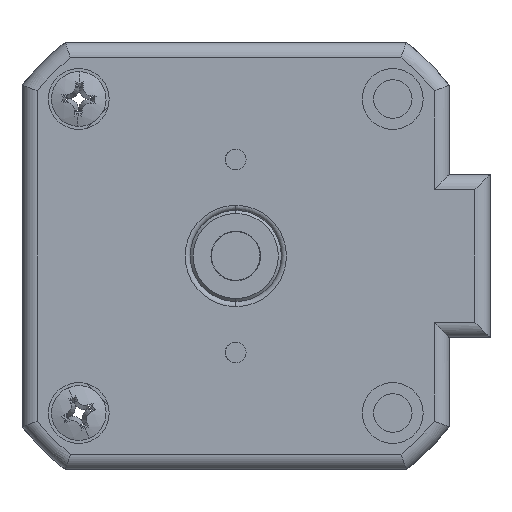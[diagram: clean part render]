
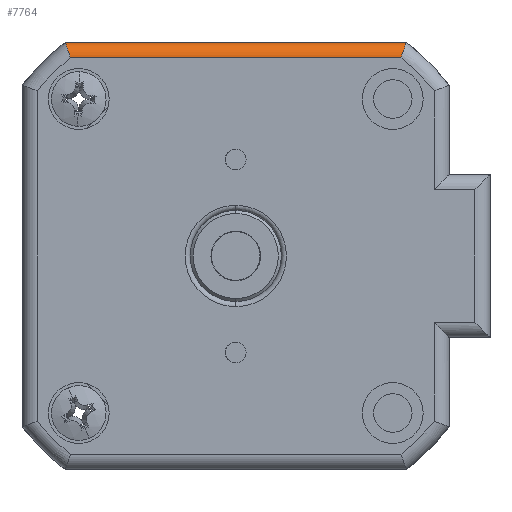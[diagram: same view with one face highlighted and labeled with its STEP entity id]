
A CAD part, front view. The second image highlights one B-rep face of the part: STEP entity #7764.
In plain terms, the highlighted cylindrical face has radius 1.5 mm (diameter 3 mm), a partial arc.
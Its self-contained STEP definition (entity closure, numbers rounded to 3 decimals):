
#140 = VERTEX_POINT ( 'NONE', #3176 ) ;
#1219 = CARTESIAN_POINT ( 'NONE',  ( -21.551, -24.41, 37.728 ) ) ;
#1246 = CARTESIAN_POINT ( 'NONE',  ( 12.109, -24.704, 37.657 ) ) ;
#1413 = VERTEX_POINT ( 'NONE', #8088 ) ;
#1424 = EDGE_LOOP ( 'NONE', ( #6350, #1810, #5000, #8023 ) ) ;
#1510 = DIRECTION ( 'NONE',  ( 1., 0., 0. ) ) ;
#1625 = DIRECTION ( 'NONE',  ( 1., 0., 0. ) ) ;
#1810 = ORIENTED_EDGE ( 'NONE', *, *, #4415, .F. ) ;
#1920 = CARTESIAN_POINT ( 'NONE',  ( -21.09, -25.707, 36.428 ) ) ;
#1990 = VERTEX_POINT ( 'NONE', #2249 ) ;
#2076 = CARTESIAN_POINT ( 'NONE',  ( 11.928, -25.42, 37.143 ) ) ;
#2161 = VERTEX_POINT ( 'NONE', #8519 ) ;
#2239 = CARTESIAN_POINT ( 'NONE',  ( -4.709, -25.707, 36.238 ) ) ;
#2249 = CARTESIAN_POINT ( 'NONE',  ( 12.137, -24.207, 37.738 ) ) ;
#2919 = CARTESIAN_POINT ( 'NONE',  ( 12.067, -24.981, 37.539 ) ) ;
#3176 = CARTESIAN_POINT ( 'NONE',  ( 11.604, -25.707, 36.238 ) ) ;
#3481 = CARTESIAN_POINT ( 'NONE',  ( -21.485, -24.981, 37.539 ) ) ;
#3541 = CARTESIAN_POINT ( 'NONE',  ( 11.741, -25.67, 36.621 ) ) ;
#3584 = AXIS2_PLACEMENT_3D ( 'NONE', #8459, #1625, #6960 ) ;
#4254 = CARTESIAN_POINT ( 'NONE',  ( -21.159, -25.67, 36.621 ) ) ;
#4398 = CARTESIAN_POINT ( 'NONE',  ( 11.672, -25.707, 36.428 ) ) ;
#4415 = EDGE_CURVE ( 'NONE', #1413, #1990, #7194, .T. ) ;
#4943 = EDGE_CURVE ( 'NONE', #140, #2161, #5263, .T. ) ;
#4990 = CARTESIAN_POINT ( 'NONE',  ( -21.345, -25.42, 37.143 ) ) ;
#5000 = ORIENTED_EDGE ( 'NONE', *, *, #5612, .F. ) ;
#5074 = CARTESIAN_POINT ( 'NONE',  ( 12.137, -24.309, 37.738 ) ) ;
#5263 = LINE ( 'NONE', #2239, #6815 ) ;
#5286 = CYLINDRICAL_SURFACE ( 'NONE', #3584, 1.5 ) ;
#5306 = CARTESIAN_POINT ( 'NONE',  ( -21.555, -24.207, 37.738 ) ) ;
#5367 = CARTESIAN_POINT ( 'NONE',  ( -21.555, -24.207, 37.738 ) ) ;
#5612 = EDGE_CURVE ( 'NONE', #2161, #1413, #6217, .T. ) ;
#5650 = VECTOR ( 'NONE', #1510, 1000. ) ;
#5893 = CARTESIAN_POINT ( 'NONE',  ( -21.555, -24.309, 37.738 ) ) ;
#6217 = B_SPLINE_CURVE_WITH_KNOTS ( 'NONE', 3,
 ( #9564, #1920, #4254, #8000, #4990, #8036, #3481, #9602, #8825, #1219, #5893, #5367 ),
 .UNSPECIFIED., .F., .F.,
 ( 4, 2, 2, 2, 2, 4 ),
 ( 0., 0.001, 0.001, 0.002, 0.002, 0.002 ),
 .UNSPECIFIED. ) ;
#6325 = EDGE_CURVE ( 'NONE', #140, #1990, #8174, .T. ) ;
#6350 = ORIENTED_EDGE ( 'NONE', *, *, #6325, .T. ) ;
#6699 = CARTESIAN_POINT ( 'NONE',  ( 12.134, -24.41, 37.728 ) ) ;
#6815 = VECTOR ( 'NONE', #9810, 1000. ) ;
#6960 = DIRECTION ( 'NONE',  ( 0., 0., -1. ) ) ;
#7194 = LINE ( 'NONE', #5306, #5650 ) ;
#7447 = CARTESIAN_POINT ( 'NONE',  ( 11.868, -25.527, 36.976 ) ) ;
#7764 = ADVANCED_FACE ( 'NONE', ( #9487 ), #5286, .T. ) ;
#8000 = CARTESIAN_POINT ( 'NONE',  ( -21.286, -25.527, 36.976 ) ) ;
#8023 = ORIENTED_EDGE ( 'NONE', *, *, #4943, .F. ) ;
#8036 = CARTESIAN_POINT ( 'NONE',  ( -21.444, -25.148, 37.423 ) ) ;
#8088 = CARTESIAN_POINT ( 'NONE',  ( -21.555, -24.207, 37.738 ) ) ;
#8126 = CARTESIAN_POINT ( 'NONE',  ( 12.027, -25.148, 37.423 ) ) ;
#8174 = B_SPLINE_CURVE_WITH_KNOTS ( 'NONE', 3,
 ( #8193, #4398, #3541, #7447, #2076, #8126, #2919, #1246, #8919, #6699, #5074, #8886 ),
 .UNSPECIFIED., .F., .F.,
 ( 4, 2, 2, 2, 2, 4 ),
 ( 0., 0.001, 0.001, 0.002, 0.002, 0.002 ),
 .UNSPECIFIED. ) ;
#8193 = CARTESIAN_POINT ( 'NONE',  ( 11.604, -25.707, 36.238 ) ) ;
#8459 = CARTESIAN_POINT ( 'NONE',  ( -21.555, -24.207, 36.238 ) ) ;
#8519 = CARTESIAN_POINT ( 'NONE',  ( -21.021, -25.707, 36.238 ) ) ;
#8825 = CARTESIAN_POINT ( 'NONE',  ( -21.537, -24.607, 37.687 ) ) ;
#8886 = CARTESIAN_POINT ( 'NONE',  ( 12.137, -24.207, 37.738 ) ) ;
#8919 = CARTESIAN_POINT ( 'NONE',  ( 12.12, -24.607, 37.687 ) ) ;
#9487 = FACE_OUTER_BOUND ( 'NONE', #1424, .T. ) ;
#9564 = CARTESIAN_POINT ( 'NONE',  ( -21.021, -25.707, 36.238 ) ) ;
#9602 = CARTESIAN_POINT ( 'NONE',  ( -21.526, -24.704, 37.657 ) ) ;
#9810 = DIRECTION ( 'NONE',  ( -1., 0., 0. ) ) ;
